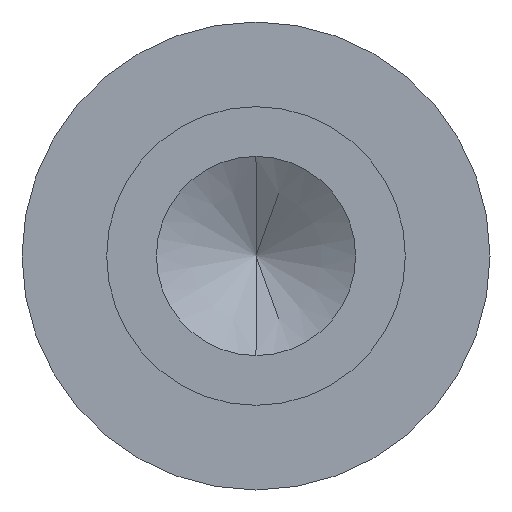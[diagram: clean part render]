
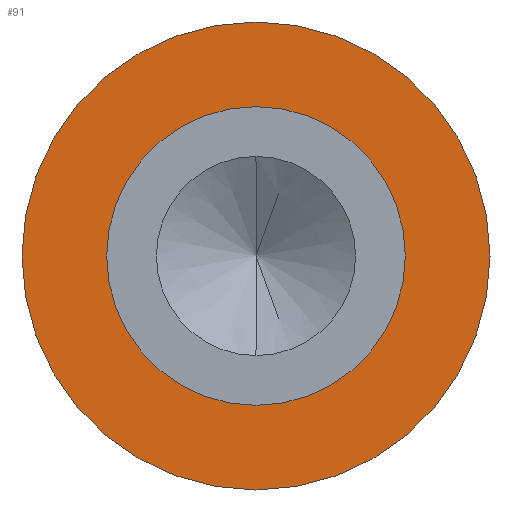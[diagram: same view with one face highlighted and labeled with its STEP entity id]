
A CAD part, left-side view. The second image highlights one B-rep face of the part: STEP entity #91.
In plain terms, the highlighted planar face has unit normal (-1, 0, 0).
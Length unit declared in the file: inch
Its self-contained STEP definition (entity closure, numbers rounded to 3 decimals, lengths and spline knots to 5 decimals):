
#13 = CIRCLE ( 'NONE', #89, 0.015 ) ;
#16 = AXIS2_PLACEMENT_3D ( 'NONE', #332, #588, #579 ) ;
#18 = DIRECTION ( 'NONE',  ( -1., 0., 0. ) ) ;
#29 = EDGE_CURVE ( 'NONE', #258, #594, #51, .T. ) ;
#47 = EDGE_CURVE ( 'NONE', #594, #258, #617, .T. ) ;
#51 = CIRCLE ( 'NONE', #317, 0.0235 ) ;
#55 = ORIENTED_EDGE ( 'NONE', *, *, #29, .T. ) ;
#88 = DIRECTION ( 'NONE',  ( 0., 0., 1. ) ) ;
#89 = AXIS2_PLACEMENT_3D ( 'NONE', #183, #535, #88 ) ;
#91 = ADVANCED_FACE ( 'NONE', ( #120, #372 ), #217, .F. ) ;
#104 = VERTEX_POINT ( 'NONE', #147 ) ;
#113 = DIRECTION ( 'NONE',  ( 0., 0., 1. ) ) ;
#114 = CARTESIAN_POINT ( 'NONE',  ( 0.053, 0., 0.0235 ) ) ;
#120 = FACE_BOUND ( 'NONE', #522, .T. ) ;
#147 = CARTESIAN_POINT ( 'NONE',  ( 0.053, 0., -0.015 ) ) ;
#163 = AXIS2_PLACEMENT_3D ( 'NONE', #411, #18, #113 ) ;
#183 = CARTESIAN_POINT ( 'NONE',  ( 0.053, 0., 0. ) ) ;
#217 = PLANE ( 'NONE',  #267 ) ;
#230 = ORIENTED_EDGE ( 'NONE', *, *, #47, .T. ) ;
#254 = EDGE_CURVE ( 'NONE', #104, #326, #559, .T. ) ;
#258 = VERTEX_POINT ( 'NONE', #271 ) ;
#262 = DIRECTION ( 'NONE',  ( 0., 0., 1. ) ) ;
#267 = AXIS2_PLACEMENT_3D ( 'NONE', #418, #318, #514 ) ;
#271 = CARTESIAN_POINT ( 'NONE',  ( 0.053, 0., -0.0235 ) ) ;
#283 = CARTESIAN_POINT ( 'NONE',  ( 0.053, 0., 0.015 ) ) ;
#310 = EDGE_LOOP ( 'NONE', ( #230, #55 ) ) ;
#317 = AXIS2_PLACEMENT_3D ( 'NONE', #507, #568, #262 ) ;
#318 = DIRECTION ( 'NONE',  ( 1., 0., 0. ) ) ;
#326 = VERTEX_POINT ( 'NONE', #283 ) ;
#332 = CARTESIAN_POINT ( 'NONE',  ( 0.053, 0., 0. ) ) ;
#372 = FACE_OUTER_BOUND ( 'NONE', #310, .T. ) ;
#397 = ORIENTED_EDGE ( 'NONE', *, *, #460, .F. ) ;
#411 = CARTESIAN_POINT ( 'NONE',  ( 0.053, 0., 0. ) ) ;
#418 = CARTESIAN_POINT ( 'NONE',  ( 0.053, 0.015, 0. ) ) ;
#460 = EDGE_CURVE ( 'NONE', #326, #104, #13, .T. ) ;
#507 = CARTESIAN_POINT ( 'NONE',  ( 0.053, 0., 0. ) ) ;
#514 = DIRECTION ( 'NONE',  ( 0., 0., -1. ) ) ;
#522 = EDGE_LOOP ( 'NONE', ( #397, #602 ) ) ;
#535 = DIRECTION ( 'NONE',  ( -1., 0., 0. ) ) ;
#559 = CIRCLE ( 'NONE', #16, 0.015 ) ;
#568 = DIRECTION ( 'NONE',  ( -1., 0., 0. ) ) ;
#579 = DIRECTION ( 'NONE',  ( 0., 0., 1. ) ) ;
#588 = DIRECTION ( 'NONE',  ( -1., 0., 0. ) ) ;
#594 = VERTEX_POINT ( 'NONE', #114 ) ;
#602 = ORIENTED_EDGE ( 'NONE', *, *, #254, .F. ) ;
#617 = CIRCLE ( 'NONE', #163, 0.0235 ) ;
